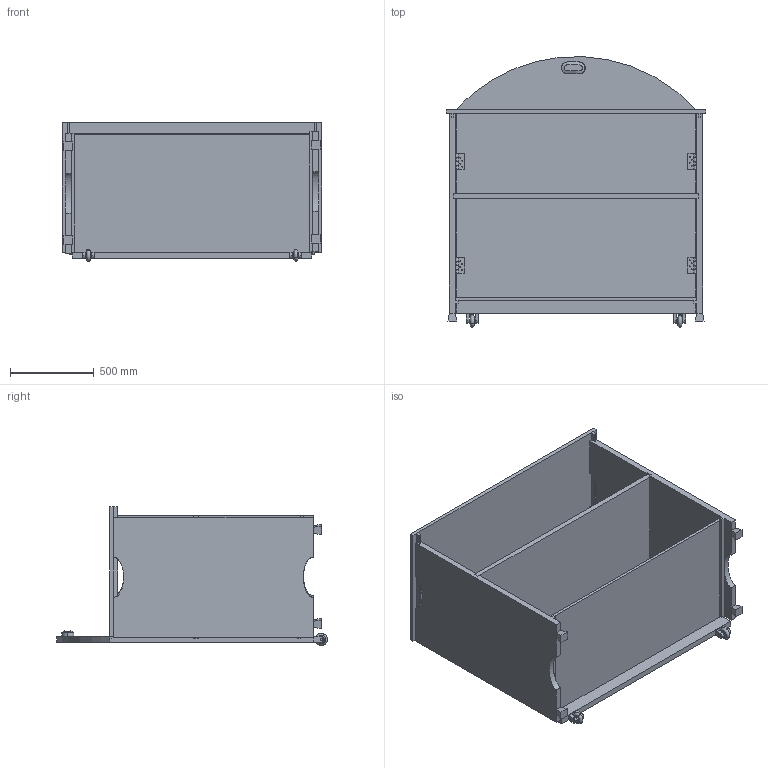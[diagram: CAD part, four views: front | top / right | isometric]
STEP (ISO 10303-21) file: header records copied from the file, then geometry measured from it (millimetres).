
FILE_DESCRIPTION(('FreeCAD Model'),'2;1');
FILE_NAME('Open CASCADE Shape Model','2025-05-09T10:41:31',('FreeCAD'),( 'FreeCAD'),'Open CASCADE STEP processor 7.6','FreeCAD','Unknown');
FILE_SCHEMA(('AUTOMOTIVE_DESIGN { 1 0 10303 214 1 1 1 1 }'));
Length unit declared in the file: millimetre
Products named in the file (1): Open CASCADE STEP translator 7.6 1
Bounding box: 1548.06 x 1613.41 x 827.61 mm (x, y, z)
Volume: 210865652.5 mm3; surface area: 15385536.2 mm2
Topology: 29 solids, 29 shells, 473 faces, 1231 edges, 818 vertices
Faces by surface type: bspline 473
Entity records: 18240 total; most frequent: CARTESIAN_POINT 10913, ORIENTED_EDGE 2462, EDGE_CURVE 1231, B_SPLINE_CURVE_WITH_KNOTS 829, VERTEX_POINT 818, FACE_BOUND 583, EDGE_LOOP 583, ADVANCED_FACE 473
